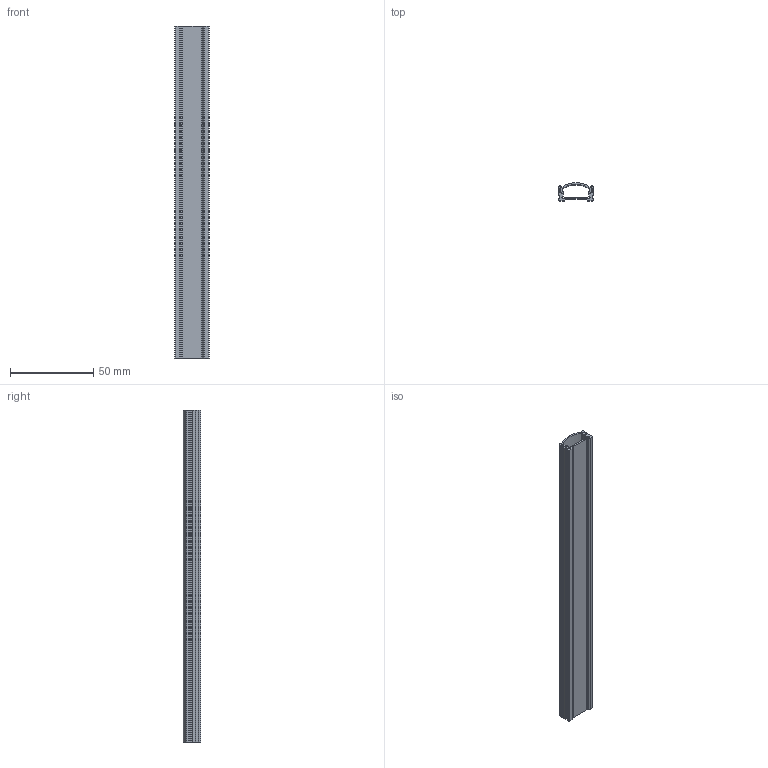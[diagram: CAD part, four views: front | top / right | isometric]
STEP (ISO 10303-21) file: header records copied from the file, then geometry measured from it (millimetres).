
FILE_DESCRIPTION((''),'2;1');
FILE_NAME('AP014_ASM','2020-08-27T',('Administrator'),(''),'PRO/ENGINEER BY PARAMETRIC TECHNOLOGY CORPORATION, 2011310','PRO/ENGINEER BY PARAMETRIC TECHNOLOGY CORPORATION, 2011310','');
FILE_SCHEMA(('AUTOMOTIVE_DESIGN_CC2 { 1 2 10303 214 -1 1 5 2 }'));
Length unit declared in the file: millimetre
Products named in the file (3): AP014-BASE; AP014-DIFFUSE; AP014_ASM
Assembly tree (2 placements, depth 2):
  AP014_ASM
    AP014-BASE
    AP014-DIFFUSE
Bounding box: 20.5 x 10.75 x 200 mm (x, y, z)
Volume: 13533.1 mm3; surface area: 26530.4 mm2
Topology: 2 solids, 2 shells, 110 faces, 318 edges, 212 vertices
Faces by surface type: cylinder 56, plane 54
Entity records: 4687 total; most frequent: DIRECTION 660, CARTESIAN_POINT 645, ORIENTED_EDGE 636, PRESENTATION_STYLE_ASSIGNMENT 320, STYLED_ITEM 320, CURVE_STYLE 318, EDGE_CURVE 318, AXIS2_PLACEMENT_3D 227
